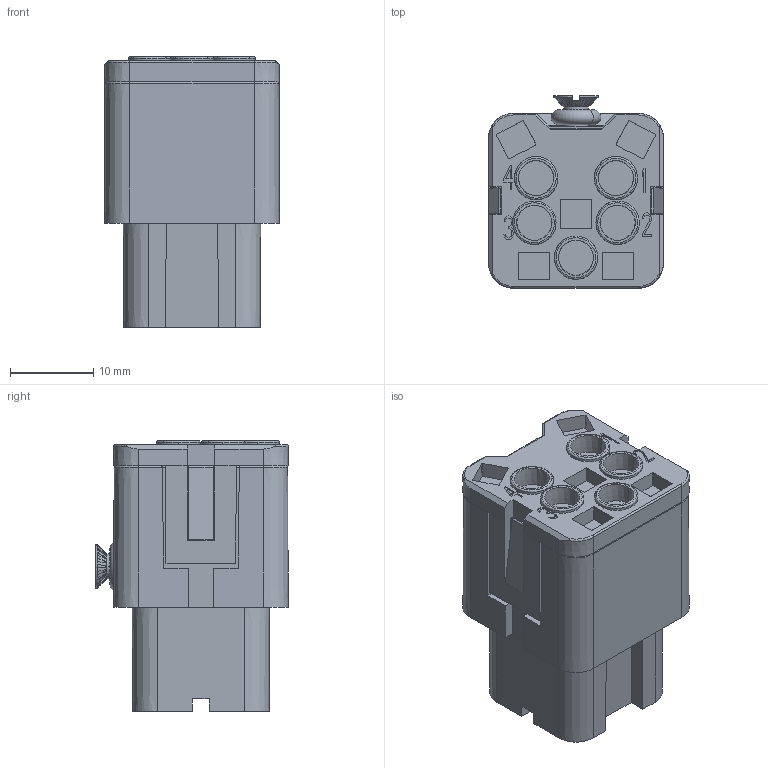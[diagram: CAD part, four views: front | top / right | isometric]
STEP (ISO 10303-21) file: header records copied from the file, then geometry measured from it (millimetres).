
FILE_DESCRIPTION((''),'2;1');
FILE_NAME('HA004FS','2017-06-29T',('tl.yang'),(''),'PRO/ENGINEER BY PARAMETRIC TECHNOLOGY CORPORATION, 2011500','PRO/ENGINEER BY PARAMETRIC TECHNOLOGY CORPORATION, 2011500','');
FILE_SCHEMA(('CONFIG_CONTROL_DESIGN'));
Length unit declared in the file: millimetre
Products named in the file (1): HA004FS
Bounding box: 21 x 23.13 x 32.5 mm (x, y, z)
Volume: 10165.2 mm3; surface area: 5892.4 mm2
Topology: 1 solids, 10 shells, 912 faces, 2463 edges, 1624 vertices
Faces by surface type: plane 605, cone 136, cylinder 67, bspline 58, torus 46
Entity records: 30767 total; most frequent: CARTESIAN_POINT 8175, ORIENTED_EDGE 4926, DIRECTION 4308, EDGE_CURVE 2463, VECTOR 1648, LINE 1648, VERTEX_POINT 1624, AXIS2_PLACEMENT_3D 1330
